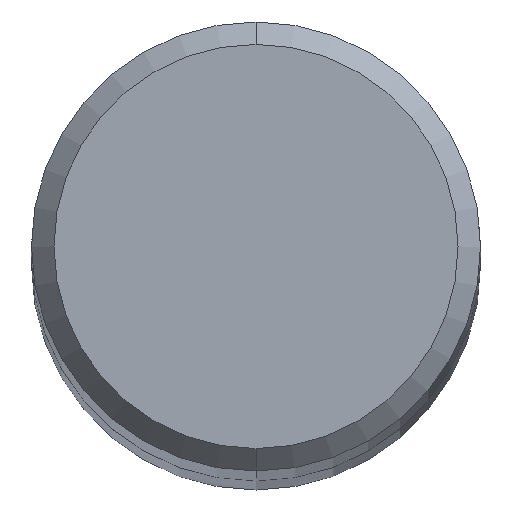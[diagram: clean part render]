
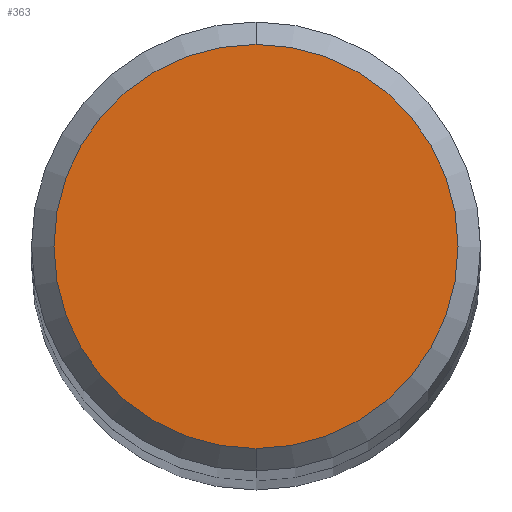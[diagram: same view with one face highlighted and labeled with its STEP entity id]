
A CAD part, top view. The second image highlights one B-rep face of the part: STEP entity #363.
In plain terms, the highlighted planar face has unit normal (0, 0, 1).
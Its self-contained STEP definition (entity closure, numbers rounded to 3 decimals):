
#251=EDGE_CURVE('',#349,#357,#542,.T.);
#349=VERTEX_POINT('',#651);
#357=VERTEX_POINT('',#659);
#363=ADVANCED_FACE('',(#666),#667,.T.);
#373=EDGE_CURVE('',#357,#349,#678,.T.);
#542=CIRCLE('',#972,0.9);
#651=CARTESIAN_POINT('',(0.0,0.9,23.0));
#659=CARTESIAN_POINT('',(0.,-0.9,23.0));
#666=FACE_OUTER_BOUND('',#1272,.T.);
#667=PLANE('',#1273);
#678=CIRCLE('',#1305,0.9);
#972=AXIS2_PLACEMENT_3D('',#1516,#1517,#1518);
#1272=EDGE_LOOP('',(#1670,#1671));
#1273=AXIS2_PLACEMENT_3D('',#1672,#1673,#1674);
#1305=AXIS2_PLACEMENT_3D('',#1687,#1688,#1689);
#1516=CARTESIAN_POINT('',(0.0,0.0,23.0));
#1517=DIRECTION('',(0.0,0.0,-1.0));
#1518=DIRECTION('',(0.0,1.0,0.0));
#1670=ORIENTED_EDGE('',*,*,#251,.F.);
#1671=ORIENTED_EDGE('',*,*,#373,.F.);
#1672=CARTESIAN_POINT('',(0.0,0.45,23.0));
#1673=DIRECTION('',(-0.0,0.0,1.0));
#1674=DIRECTION('',(0.0,-1.0,0.0));
#1687=CARTESIAN_POINT('',(0.0,0.0,23.0));
#1688=DIRECTION('',(0.0,0.0,-1.0));
#1689=DIRECTION('',(0.0,1.0,0.0));
